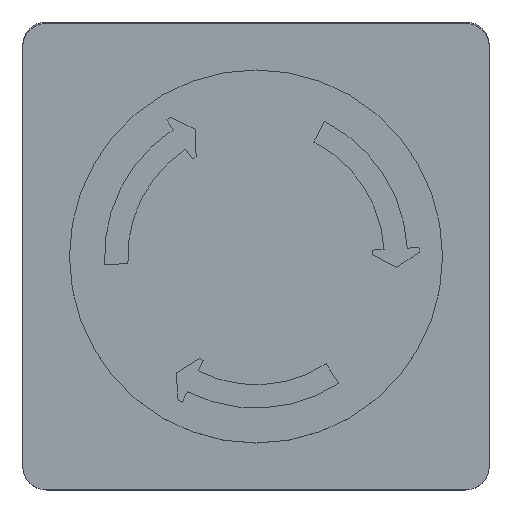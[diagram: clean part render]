
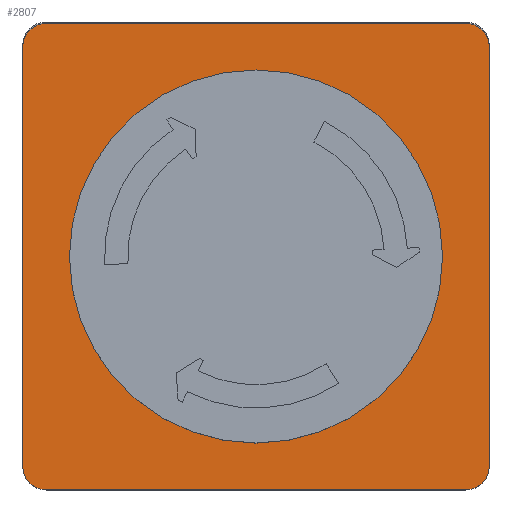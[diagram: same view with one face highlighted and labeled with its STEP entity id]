
A CAD part, top view. The second image highlights one B-rep face of the part: STEP entity #2807.
In plain terms, the highlighted face is planar.
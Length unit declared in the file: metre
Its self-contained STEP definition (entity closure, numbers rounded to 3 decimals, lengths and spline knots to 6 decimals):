
#118=LINE('',#4197,#435);
#121=LINE('',#4203,#438);
#123=LINE('',#4207,#440);
#126=LINE('',#4213,#443);
#435=VECTOR('',#3346,1.);
#438=VECTOR('',#3351,1.);
#440=VECTOR('',#3355,1.);
#443=VECTOR('',#3360,1.);
#777=ORIENTED_EDGE('',*,*,#1568,.F.);
#778=ORIENTED_EDGE('',*,*,#1557,.T.);
#779=ORIENTED_EDGE('',*,*,#1569,.T.);
#780=ORIENTED_EDGE('',*,*,#1565,.T.);
#781=ORIENTED_EDGE('',*,*,#1570,.T.);
#782=ORIENTED_EDGE('',*,*,#1562,.F.);
#783=ORIENTED_EDGE('',*,*,#1571,.T.);
#784=ORIENTED_EDGE('',*,*,#1560,.F.);
#785=ORIENTED_EDGE('',*,*,#1572,.T.);
#1557=EDGE_CURVE('',#1953,#1952,#118,.T.);
#1560=EDGE_CURVE('',#1954,#1955,#121,.T.);
#1562=EDGE_CURVE('',#1956,#1957,#123,.T.);
#1565=EDGE_CURVE('',#1958,#1959,#126,.T.);
#1568=EDGE_CURVE('',#1960,#1960,#2200,.T.);
#1569=EDGE_CURVE('',#1952,#1958,#2201,.F.);
#1570=EDGE_CURVE('',#1959,#1957,#2202,.F.);
#1571=EDGE_CURVE('',#1956,#1955,#2203,.F.);
#1572=EDGE_CURVE('',#1954,#1953,#2204,.F.);
#1952=VERTEX_POINT('',#4196);
#1953=VERTEX_POINT('',#4198);
#1954=VERTEX_POINT('',#4202);
#1955=VERTEX_POINT('',#4204);
#1956=VERTEX_POINT('',#4208);
#1957=VERTEX_POINT('',#4209);
#1958=VERTEX_POINT('',#4214);
#1959=VERTEX_POINT('',#4215);
#1960=VERTEX_POINT('',#4220);
#2200=CIRCLE('',#3051,0.0175);
#2201=CIRCLE('',#3052,0.005);
#2202=CIRCLE('',#3053,0.005);
#2203=CIRCLE('',#3054,0.005);
#2204=CIRCLE('',#3055,0.005);
#2288=EDGE_LOOP('',(#777));
#2289=EDGE_LOOP('',(#778,#779,#780,#781,#782,#783,#784,#785));
#2485=FACE_BOUND('',#2288,.T.);
#2486=FACE_BOUND('',#2289,.T.);
#2680=PLANE('',#3050);
#2807=ADVANCED_FACE('',(#2485,#2486),#2680,.F.);
#3050=AXIS2_PLACEMENT_3D('',#4218,#3363,#3364);
#3051=AXIS2_PLACEMENT_3D('',#4219,#3365,#3366);
#3052=AXIS2_PLACEMENT_3D('',#4221,#3367,#3368);
#3053=AXIS2_PLACEMENT_3D('',#4222,#3369,#3370);
#3054=AXIS2_PLACEMENT_3D('',#4223,#3371,#3372);
#3055=AXIS2_PLACEMENT_3D('',#4224,#3373,#3374);
#3346=DIRECTION('',(0.,1.,0.));
#3351=DIRECTION('',(1.,0.,0.));
#3355=DIRECTION('',(0.,1.,0.));
#3360=DIRECTION('',(1.,0.,0.));
#3363=DIRECTION('',(0.,0.,1.));
#3364=DIRECTION('',(1.,0.,0.));
#3365=DIRECTION('',(0.,0.,-1.));
#3366=DIRECTION('',(-1.,0.,0.));
#3367=DIRECTION('',(0.,0.,1.));
#3368=DIRECTION('',(1.,0.,0.));
#3369=DIRECTION('',(0.,0.,1.));
#3370=DIRECTION('',(1.,0.,0.));
#3371=DIRECTION('',(0.,0.,1.));
#3372=DIRECTION('',(1.,0.,0.));
#3373=DIRECTION('',(0.,0.,1.));
#3374=DIRECTION('',(1.,0.,0.));
#4196=CARTESIAN_POINT('',(0.,0.095,0.));
#4197=CARTESIAN_POINT('',(0.,0.05,0.));
#4198=CARTESIAN_POINT('',(0.,0.005,0.));
#4202=CARTESIAN_POINT('',(0.005,0.,0.));
#4203=CARTESIAN_POINT('',(0.05,0.,0.));
#4204=CARTESIAN_POINT('',(0.095,0.,0.));
#4207=CARTESIAN_POINT('',(0.1,0.05,0.));
#4208=CARTESIAN_POINT('',(0.1,0.005,0.));
#4209=CARTESIAN_POINT('',(0.1,0.095,0.));
#4213=CARTESIAN_POINT('',(0.05,0.1,0.));
#4214=CARTESIAN_POINT('',(0.005,0.1,0.));
#4215=CARTESIAN_POINT('',(0.095,0.1,0.));
#4218=CARTESIAN_POINT('',(0.05,0.05,0.));
#4219=CARTESIAN_POINT('',(0.05,0.05,0.));
#4220=CARTESIAN_POINT('',(0.0325,0.05,0.));
#4221=CARTESIAN_POINT('',(0.005,0.095,0.));
#4222=CARTESIAN_POINT('',(0.095,0.095,0.));
#4223=CARTESIAN_POINT('',(0.095,0.005,0.));
#4224=CARTESIAN_POINT('',(0.005,0.005,0.));
